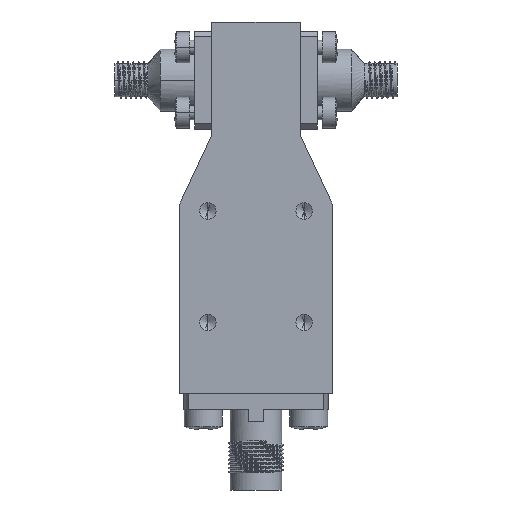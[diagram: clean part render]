
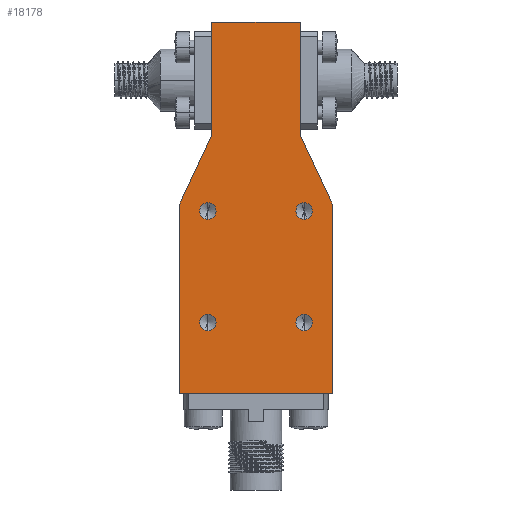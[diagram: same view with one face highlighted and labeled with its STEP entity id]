
A CAD part, front view. The second image highlights one B-rep face of the part: STEP entity #18178.
In plain terms, the highlighted planar face has unit normal (0, -1, 0).
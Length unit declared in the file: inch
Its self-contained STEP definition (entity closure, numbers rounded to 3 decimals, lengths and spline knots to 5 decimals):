
#799 = VECTOR ( 'NONE', #28397, 39.37008 ) ;
#987 = CARTESIAN_POINT ( 'NONE',  ( 0.38565, -0.15097, -0.01339 ) ) ;
#1722 = DIRECTION ( 'NONE',  ( 0., -1., 0. ) ) ;
#1848 = LINE ( 'NONE', #17344, #10405 ) ;
#2277 = LINE ( 'NONE', #22847, #21379 ) ;
#2557 = VERTEX_POINT ( 'NONE', #5958 ) ;
#2679 = EDGE_CURVE ( 'NONE', #31606, #2557, #24695, .T. ) ;
#2787 = CARTESIAN_POINT ( 'NONE',  ( 0.38565, -0.15097, 0.01811 ) ) ;
#3120 = VECTOR ( 'NONE', #4411, 39.37008 ) ;
#3337 = VERTEX_POINT ( 'NONE', #13349 ) ;
#3652 = AXIS2_PLACEMENT_3D ( 'NONE', #24497, #1722, #25010 ) ;
#3800 = CARTESIAN_POINT ( 'NONE',  ( 0.4951, -0.15097, 0.00964 ) ) ;
#3895 = LINE ( 'NONE', #6593, #3120 ) ;
#4105 = AXIS2_PLACEMENT_3D ( 'NONE', #18877, #19039, #23776 ) ;
#4397 = AXIS2_PLACEMENT_3D ( 'NONE', #19150, #7185, #14587 ) ;
#4411 = DIRECTION ( 'NONE',  ( -1., 0., 0. ) ) ;
#4658 = EDGE_LOOP ( 'NONE', ( #20978, #9340 ) ) ;
#5404 = VERTEX_POINT ( 'NONE', #19811 ) ;
#5593 = VERTEX_POINT ( 'NONE', #2787 ) ;
#5757 = EDGE_LOOP ( 'NONE', ( #32609, #14259 ) ) ;
#5918 = EDGE_CURVE ( 'NONE', #21131, #32494, #22980, .T. ) ;
#5958 = CARTESIAN_POINT ( 'NONE',  ( 0.01794, -0.15097, -0.40709 ) ) ;
#6593 = CARTESIAN_POINT ( 'NONE',  ( -0.09151, -0.15097, -0.70866 ) ) ;
#7132 = FACE_BOUND ( 'NONE', #4658, .T. ) ;
#7182 = VERTEX_POINT ( 'NONE', #28504 ) ;
#7185 = DIRECTION ( 'NONE',  ( 0., -1., 0. ) ) ;
#7296 = ORIENTED_EDGE ( 'NONE', *, *, #16137, .F. ) ;
#7320 = CIRCLE ( 'NONE', #4105, 0.0315 ) ;
#7368 = AXIS2_PLACEMENT_3D ( 'NONE', #12960, #25967, #13117 ) ;
#7521 = CARTESIAN_POINT ( 'NONE',  ( 0.01794, -0.15097, 0.01811 ) ) ;
#7873 = CARTESIAN_POINT ( 'NONE',  ( 0.0325, -0.15097, 0.70866 ) ) ;
#8127 = VERTEX_POINT ( 'NONE', #12794 ) ;
#8438 = LINE ( 'NONE', #32244, #9318 ) ;
#8749 = DIRECTION ( 'NONE',  ( 0., 0., -1. ) ) ;
#8764 = DIRECTION ( 'NONE',  ( 0., 0., -1. ) ) ;
#9318 = VECTOR ( 'NONE', #8764, 39.37008 ) ;
#9340 = ORIENTED_EDGE ( 'NONE', *, *, #9410, .F. ) ;
#9410 = EDGE_CURVE ( 'NONE', #32494, #21131, #31879, .T. ) ;
#9588 = VERTEX_POINT ( 'NONE', #15266 ) ;
#9756 = DIRECTION ( 'NONE',  ( 1., 0., 0. ) ) ;
#10241 = DIRECTION ( 'NONE',  ( 0., 0., 1. ) ) ;
#10330 = LINE ( 'NONE', #31281, #799 ) ;
#10405 = VECTOR ( 'NONE', #9756, 39.37008 ) ;
#11093 = CARTESIAN_POINT ( 'NONE',  ( -0.09151, -0.15097, 0.00964 ) ) ;
#11106 = VECTOR ( 'NONE', #21515, 39.37008 ) ;
#11280 = DIRECTION ( 'NONE',  ( 0., -1., 0. ) ) ;
#11702 = ORIENTED_EDGE ( 'NONE', *, *, #12847, .F. ) ;
#11842 = DIRECTION ( 'NONE',  ( 0., 0., -1. ) ) ;
#12464 = ORIENTED_EDGE ( 'NONE', *, *, #23538, .F. ) ;
#12794 = CARTESIAN_POINT ( 'NONE',  ( 0.0325, -0.15097, 0.70866 ) ) ;
#12847 = EDGE_CURVE ( 'NONE', #27150, #13930, #2277, .T. ) ;
#12960 = CARTESIAN_POINT ( 'NONE',  ( 0.01794, -0.15097, -0.01339 ) ) ;
#13017 = CARTESIAN_POINT ( 'NONE',  ( 0.4951, -0.15097, -0.70866 ) ) ;
#13117 = DIRECTION ( 'NONE',  ( 0., 0., -1. ) ) ;
#13248 = ORIENTED_EDGE ( 'NONE', *, *, #32823, .F. ) ;
#13276 = DIRECTION ( 'NONE',  ( 0., 0., -1. ) ) ;
#13349 = CARTESIAN_POINT ( 'NONE',  ( 0.38565, -0.15097, -0.04488 ) ) ;
#13556 = DIRECTION ( 'NONE',  ( 0., 0., -1. ) ) ;
#13682 = EDGE_CURVE ( 'NONE', #2557, #31606, #15686, .T. ) ;
#13911 = VERTEX_POINT ( 'NONE', #31724 ) ;
#13930 = VERTEX_POINT ( 'NONE', #11093 ) ;
#14190 = FACE_BOUND ( 'NONE', #25642, .T. ) ;
#14259 = ORIENTED_EDGE ( 'NONE', *, *, #25532, .F. ) ;
#14587 = DIRECTION ( 'NONE',  ( 0., 0., -1. ) ) ;
#14699 = FACE_BOUND ( 'NONE', #5757, .T. ) ;
#14871 = DIRECTION ( 'NONE',  ( 0., -1., 0. ) ) ;
#15004 = ORIENTED_EDGE ( 'NONE', *, *, #25175, .F. ) ;
#15266 = CARTESIAN_POINT ( 'NONE',  ( 0.0325, -0.15097, 0.27559 ) ) ;
#15652 = EDGE_CURVE ( 'NONE', #16239, #25193, #8438, .T. ) ;
#15686 = CIRCLE ( 'NONE', #23246, 0.0315 ) ;
#16137 = EDGE_CURVE ( 'NONE', #9588, #8127, #26077, .T. ) ;
#16239 = VERTEX_POINT ( 'NONE', #3800 ) ;
#16493 = ORIENTED_EDGE ( 'NONE', *, *, #27325, .F. ) ;
#16690 = CARTESIAN_POINT ( 'NONE',  ( 0.01794, -0.15097, -0.47008 ) ) ;
#16755 = VECTOR ( 'NONE', #13276, 39.37008 ) ;
#16798 = CARTESIAN_POINT ( 'NONE',  ( 0.38565, -0.15097, -0.47008 ) ) ;
#17328 = DIRECTION ( 'NONE',  ( 0., -1., 0. ) ) ;
#17344 = CARTESIAN_POINT ( 'NONE',  ( 0.0325, -0.15097, 0.70866 ) ) ;
#17403 = DIRECTION ( 'NONE',  ( 0., -1., 0. ) ) ;
#17408 = CARTESIAN_POINT ( 'NONE',  ( 0.01794, -0.15097, -0.43858 ) ) ;
#18178 = ADVANCED_FACE ( 'NONE', ( #30256, #14190, #14699, #7132, #24511 ), #19445, .T. ) ;
#18196 = CIRCLE ( 'NONE', #7368, 0.0315 ) ;
#18862 = ORIENTED_EDGE ( 'NONE', *, *, #2679, .F. ) ;
#18877 = CARTESIAN_POINT ( 'NONE',  ( 0.38565, -0.15097, -0.01339 ) ) ;
#19039 = DIRECTION ( 'NONE',  ( 0., -1., 0. ) ) ;
#19150 = CARTESIAN_POINT ( 'NONE',  ( 0.38565, -0.15097, -0.43858 ) ) ;
#19445 = PLANE ( 'NONE',  #20897 ) ;
#19811 = CARTESIAN_POINT ( 'NONE',  ( 0.37109, -0.15097, 0.27559 ) ) ;
#20823 = EDGE_CURVE ( 'NONE', #3337, #5593, #26334, .T. ) ;
#20834 = DIRECTION ( 'NONE',  ( 0., -1., 0. ) ) ;
#20897 = AXIS2_PLACEMENT_3D ( 'NONE', #22150, #17403, #11842 ) ;
#20978 = ORIENTED_EDGE ( 'NONE', *, *, #5918, .F. ) ;
#21131 = VERTEX_POINT ( 'NONE', #16798 ) ;
#21152 = VERTEX_POINT ( 'NONE', #7521 ) ;
#21379 = VECTOR ( 'NONE', #33175, 39.37008 ) ;
#21403 = CARTESIAN_POINT ( 'NONE',  ( 0.37109, -0.15097, 0.70866 ) ) ;
#21515 = DIRECTION ( 'NONE',  ( 0.423, 0., 0.906 ) ) ;
#22150 = CARTESIAN_POINT ( 'NONE',  ( 0.0325, -0.15097, 0.70866 ) ) ;
#22721 = ORIENTED_EDGE ( 'NONE', *, *, #13682, .F. ) ;
#22847 = CARTESIAN_POINT ( 'NONE',  ( -0.09151, -0.15097, 0.00964 ) ) ;
#22980 = CIRCLE ( 'NONE', #23515, 0.0315 ) ;
#23246 = AXIS2_PLACEMENT_3D ( 'NONE', #17408, #14871, #25672 ) ;
#23472 = CARTESIAN_POINT ( 'NONE',  ( -0.09151, -0.15097, -0.70866 ) ) ;
#23515 = AXIS2_PLACEMENT_3D ( 'NONE', #32725, #17328, #32903 ) ;
#23538 = EDGE_CURVE ( 'NONE', #8127, #7182, #1848, .T. ) ;
#23776 = DIRECTION ( 'NONE',  ( 0., 0., -1. ) ) ;
#24497 = CARTESIAN_POINT ( 'NONE',  ( 0.01794, -0.15097, -0.43858 ) ) ;
#24511 = FACE_OUTER_BOUND ( 'NONE', #32276, .T. ) ;
#24695 = CIRCLE ( 'NONE', #3652, 0.0315 ) ;
#24974 = ORIENTED_EDGE ( 'NONE', *, *, #26647, .F. ) ;
#25010 = DIRECTION ( 'NONE',  ( 0., 0., -1. ) ) ;
#25175 = EDGE_CURVE ( 'NONE', #5404, #16239, #10330, .T. ) ;
#25193 = VERTEX_POINT ( 'NONE', #13017 ) ;
#25305 = CARTESIAN_POINT ( 'NONE',  ( 0.38565, -0.15097, -0.40709 ) ) ;
#25532 = EDGE_CURVE ( 'NONE', #5593, #3337, #7320, .T. ) ;
#25642 = EDGE_LOOP ( 'NONE', ( #24974, #13248 ) ) ;
#25672 = DIRECTION ( 'NONE',  ( 0., 0., -1. ) ) ;
#25800 = AXIS2_PLACEMENT_3D ( 'NONE', #987, #11280, #8749 ) ;
#25909 = EDGE_LOOP ( 'NONE', ( #18862, #22721 ) ) ;
#25967 = DIRECTION ( 'NONE',  ( 0., -1., 0. ) ) ;
#25977 = EDGE_CURVE ( 'NONE', #13930, #9588, #27973, .T. ) ;
#26077 = LINE ( 'NONE', #7873, #33103 ) ;
#26334 = CIRCLE ( 'NONE', #25800, 0.0315 ) ;
#26469 = EDGE_CURVE ( 'NONE', #25193, #27150, #3895, .T. ) ;
#26647 = EDGE_CURVE ( 'NONE', #13911, #21152, #18196, .T. ) ;
#27150 = VERTEX_POINT ( 'NONE', #23472 ) ;
#27325 = EDGE_CURVE ( 'NONE', #7182, #5404, #31728, .T. ) ;
#27973 = LINE ( 'NONE', #33216, #11106 ) ;
#28169 = ORIENTED_EDGE ( 'NONE', *, *, #25977, .F. ) ;
#28178 = ORIENTED_EDGE ( 'NONE', *, *, #26469, .F. ) ;
#28397 = DIRECTION ( 'NONE',  ( 0.423, 0., -0.906 ) ) ;
#28504 = CARTESIAN_POINT ( 'NONE',  ( 0.37109, -0.15097, 0.70866 ) ) ;
#29499 = AXIS2_PLACEMENT_3D ( 'NONE', #31159, #20834, #13556 ) ;
#30256 = FACE_BOUND ( 'NONE', #25909, .T. ) ;
#30956 = ORIENTED_EDGE ( 'NONE', *, *, #15652, .F. ) ;
#31159 = CARTESIAN_POINT ( 'NONE',  ( 0.01794, -0.15097, -0.01339 ) ) ;
#31281 = CARTESIAN_POINT ( 'NONE',  ( 0.4951, -0.15097, 0.00964 ) ) ;
#31606 = VERTEX_POINT ( 'NONE', #16690 ) ;
#31724 = CARTESIAN_POINT ( 'NONE',  ( 0.01794, -0.15097, -0.04488 ) ) ;
#31728 = LINE ( 'NONE', #21403, #16755 ) ;
#31879 = CIRCLE ( 'NONE', #4397, 0.0315 ) ;
#32244 = CARTESIAN_POINT ( 'NONE',  ( 0.4951, -0.15097, -0.70866 ) ) ;
#32276 = EDGE_LOOP ( 'NONE', ( #7296, #28169, #11702, #28178, #30956, #15004, #16493, #12464 ) ) ;
#32494 = VERTEX_POINT ( 'NONE', #25305 ) ;
#32609 = ORIENTED_EDGE ( 'NONE', *, *, #20823, .F. ) ;
#32725 = CARTESIAN_POINT ( 'NONE',  ( 0.38565, -0.15097, -0.43858 ) ) ;
#32823 = EDGE_CURVE ( 'NONE', #21152, #13911, #33321, .T. ) ;
#32903 = DIRECTION ( 'NONE',  ( 0., 0., -1. ) ) ;
#33103 = VECTOR ( 'NONE', #10241, 39.37008 ) ;
#33175 = DIRECTION ( 'NONE',  ( 0., 0., 1. ) ) ;
#33216 = CARTESIAN_POINT ( 'NONE',  ( 0.0325, -0.15097, 0.27559 ) ) ;
#33321 = CIRCLE ( 'NONE', #29499, 0.0315 ) ;
